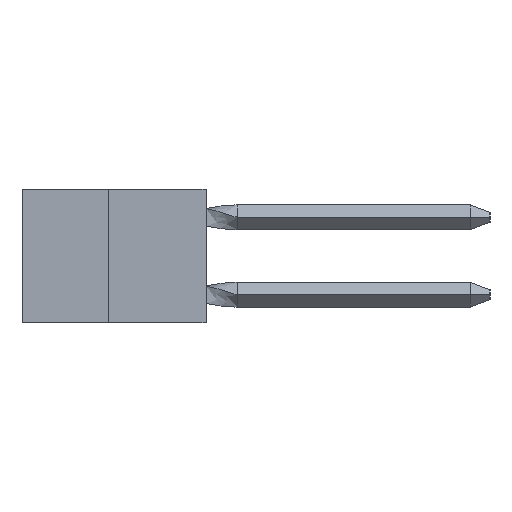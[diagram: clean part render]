
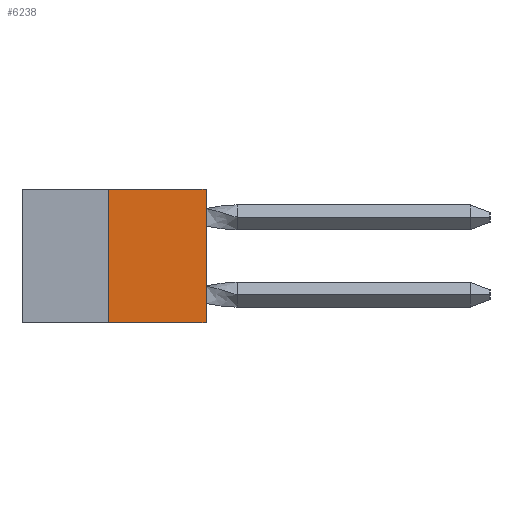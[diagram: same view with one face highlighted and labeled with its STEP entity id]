
A CAD part, left-side view. The second image highlights one B-rep face of the part: STEP entity #6238.
In plain terms, the highlighted planar face has unit normal (-1, 0, 0).
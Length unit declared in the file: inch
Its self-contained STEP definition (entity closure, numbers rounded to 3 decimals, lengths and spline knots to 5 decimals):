
#609 = CARTESIAN_POINT ( 'NONE',  ( 0., 0., 0. ) ) ;
#717 = VERTEX_POINT ( 'NONE', #25871 ) ;
#1394 = LINE ( 'NONE', #37553, #43031 ) ;
#2815 = CARTESIAN_POINT ( 'NONE',  ( 0., 0.25, 0. ) ) ;
#3719 = VERTEX_POINT ( 'NONE', #609 ) ;
#4383 = ORIENTED_EDGE ( 'NONE', *, *, #16291, .F. ) ;
#6238 = ADVANCED_FACE ( 'NONE', ( #39746 ), #40856, .F. ) ;
#6464 = DIRECTION ( 'NONE',  ( 0., 0., 1. ) ) ;
#9540 = EDGE_LOOP ( 'NONE', ( #4383, #17883, #26656, #27892 ) ) ;
#10761 = CARTESIAN_POINT ( 'NONE',  ( 0., 0.473, 0. ) ) ;
#12008 = EDGE_CURVE ( 'NONE', #717, #27141, #20609, .T. ) ;
#15708 = VECTOR ( 'NONE', #32222, 39.37008 ) ;
#16291 = EDGE_CURVE ( 'NONE', #23491, #3719, #36966, .T. ) ;
#17883 = ORIENTED_EDGE ( 'NONE', *, *, #36151, .F. ) ;
#20139 = AXIS2_PLACEMENT_3D ( 'NONE', #33940, #41009, #30384 ) ;
#20609 = LINE ( 'NONE', #31916, #15708 ) ;
#21057 = EDGE_CURVE ( 'NONE', #27141, #3719, #37110, .T. ) ;
#23303 = DIRECTION ( 'NONE',  ( 0., 0., 1. ) ) ;
#23491 = VERTEX_POINT ( 'NONE', #2815 ) ;
#25523 = VECTOR ( 'NONE', #6464, 39.37008 ) ;
#25871 = CARTESIAN_POINT ( 'NONE',  ( 0., 0.25, -0.343 ) ) ;
#26656 = ORIENTED_EDGE ( 'NONE', *, *, #12008, .T. ) ;
#27141 = VERTEX_POINT ( 'NONE', #28449 ) ;
#27892 = ORIENTED_EDGE ( 'NONE', *, *, #21057, .T. ) ;
#28449 = CARTESIAN_POINT ( 'NONE',  ( 0., 0., -0.343 ) ) ;
#30384 = DIRECTION ( 'NONE',  ( 0., 0., -1. ) ) ;
#31916 = CARTESIAN_POINT ( 'NONE',  ( 0., 0.473, -0.343 ) ) ;
#32222 = DIRECTION ( 'NONE',  ( 0., -1., 0. ) ) ;
#33940 = CARTESIAN_POINT ( 'NONE',  ( 0., 0.473, 0. ) ) ;
#36151 = EDGE_CURVE ( 'NONE', #717, #23491, #1394, .T. ) ;
#36966 = LINE ( 'NONE', #10761, #41889 ) ;
#37110 = LINE ( 'NONE', #37986, #25523 ) ;
#37553 = CARTESIAN_POINT ( 'NONE',  ( 0., 0.25, 0. ) ) ;
#37986 = CARTESIAN_POINT ( 'NONE',  ( 0., 0., 0. ) ) ;
#38650 = DIRECTION ( 'NONE',  ( 0., -1., 0. ) ) ;
#39746 = FACE_OUTER_BOUND ( 'NONE', #9540, .T. ) ;
#40856 = PLANE ( 'NONE',  #20139 ) ;
#41009 = DIRECTION ( 'NONE',  ( 1., 0., 0. ) ) ;
#41889 = VECTOR ( 'NONE', #38650, 39.37008 ) ;
#43031 = VECTOR ( 'NONE', #23303, 39.37008 ) ;
